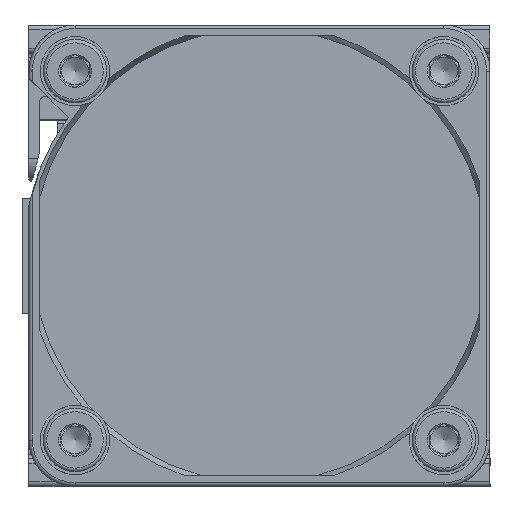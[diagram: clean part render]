
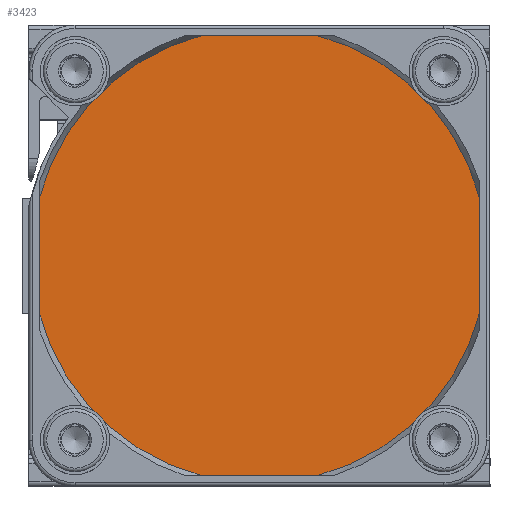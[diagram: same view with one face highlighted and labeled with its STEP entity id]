
A CAD part, top view. The second image highlights one B-rep face of the part: STEP entity #3423.
In plain terms, the highlighted planar face has unit normal (0, 0, 1).
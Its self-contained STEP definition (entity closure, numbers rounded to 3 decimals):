
#1780=PLANE('',#35895);
#3423=ADVANCED_FACE('',(#5591),#1780,.T.);
#5591=FACE_OUTER_BOUND('',#7436,.T.);
#7436=EDGE_LOOP('',(#23820,#23821,#23822,#23823,#23824,#23825,#23826,#23827));
#8971=CIRCLE('',#35890,19.737);
#8972=CIRCLE('',#35892,19.737);
#8973=CIRCLE('',#35893,19.737);
#8974=CIRCLE('',#35894,19.737);
#11950=LINE('',#57717,#14895);
#11951=LINE('',#57721,#14896);
#11952=LINE('',#57725,#14897);
#11953=LINE('',#57729,#14898);
#14895=VECTOR('',#44685,1.);
#14896=VECTOR('',#44688,1.);
#14897=VECTOR('',#44691,1.);
#14898=VECTOR('',#44694,1.);
#23820=ORIENTED_EDGE('',*,*,#32296,.T.);
#23821=ORIENTED_EDGE('',*,*,#32297,.T.);
#23822=ORIENTED_EDGE('',*,*,#32298,.T.);
#23823=ORIENTED_EDGE('',*,*,#32299,.T.);
#23824=ORIENTED_EDGE('',*,*,#32300,.T.);
#23825=ORIENTED_EDGE('',*,*,#32301,.T.);
#23826=ORIENTED_EDGE('',*,*,#32302,.T.);
#23827=ORIENTED_EDGE('',*,*,#32294,.T.);
#27597=VERTEX_POINT('',#57708);
#27598=VERTEX_POINT('',#57710);
#27599=VERTEX_POINT('',#57718);
#27600=VERTEX_POINT('',#57720);
#27601=VERTEX_POINT('',#57722);
#27602=VERTEX_POINT('',#57724);
#27603=VERTEX_POINT('',#57726);
#27604=VERTEX_POINT('',#57728);
#32294=EDGE_CURVE('',#27598,#27597,#8971,.T.);
#32296=EDGE_CURVE('',#27597,#27599,#11950,.T.);
#32297=EDGE_CURVE('',#27599,#27600,#8972,.T.);
#32298=EDGE_CURVE('',#27600,#27601,#11951,.T.);
#32299=EDGE_CURVE('',#27601,#27602,#8973,.T.);
#32300=EDGE_CURVE('',#27602,#27603,#11952,.T.);
#32301=EDGE_CURVE('',#27603,#27604,#8974,.T.);
#32302=EDGE_CURVE('',#27604,#27598,#11953,.T.);
#35890=AXIS2_PLACEMENT_3D('',#57709,#44681,#44682);
#35892=AXIS2_PLACEMENT_3D('',#57719,#44686,#44687);
#35893=AXIS2_PLACEMENT_3D('',#57723,#44689,#44690);
#35894=AXIS2_PLACEMENT_3D('',#57727,#44692,#44693);
#35895=AXIS2_PLACEMENT_3D('',#57730,#44695,#44696);
#44681=DIRECTION('',(0.,0.,1.));
#44682=DIRECTION('',(-0.252,0.968,0.));
#44685=DIRECTION('',(0.,-1.,0.));
#44686=DIRECTION('',(0.,0.,1.));
#44687=DIRECTION('',(-0.968,-0.252,0.));
#44688=DIRECTION('',(1.,0.,0.));
#44689=DIRECTION('',(0.,0.,1.));
#44690=DIRECTION('',(0.252,-0.968,0.));
#44691=DIRECTION('',(0.,1.,0.));
#44692=DIRECTION('',(0.,0.,1.));
#44693=DIRECTION('',(0.968,0.252,0.));
#44694=DIRECTION('',(-1.,0.,0.));
#44695=DIRECTION('',(0.,0.,1.));
#44696=DIRECTION('',(0.,1.,0.));
#57708=CARTESIAN_POINT('',(-19.1,4.973,46.5));
#57709=CARTESIAN_POINT('',(0.,0.,
46.5));
#57710=CARTESIAN_POINT('',(-4.973,19.1,46.5));
#57717=CARTESIAN_POINT('',(-19.1,4.973,46.5));
#57718=CARTESIAN_POINT('',(-19.1,-4.973,46.5));
#57719=CARTESIAN_POINT('',(0.,0.,
46.5));
#57720=CARTESIAN_POINT('',(-4.973,-19.1,46.5));
#57721=CARTESIAN_POINT('',(-4.973,-19.1,46.5));
#57722=CARTESIAN_POINT('',(4.973,-19.1,46.5));
#57723=CARTESIAN_POINT('',(0.,0.,
46.5));
#57724=CARTESIAN_POINT('',(19.1,-4.973,46.5));
#57725=CARTESIAN_POINT('',(19.1,-4.973,46.5));
#57726=CARTESIAN_POINT('',(19.1,4.973,46.5));
#57727=CARTESIAN_POINT('',(0.,0.,
46.5));
#57728=CARTESIAN_POINT('',(4.973,19.1,46.5));
#57729=CARTESIAN_POINT('',(4.973,19.1,46.5));
#57730=CARTESIAN_POINT('',(0.,0.,
46.5));
